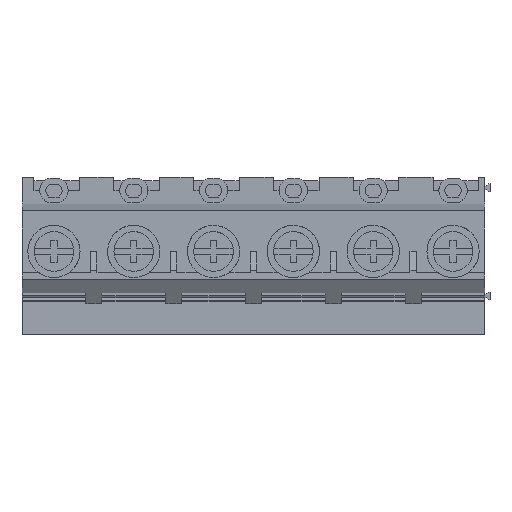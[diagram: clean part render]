
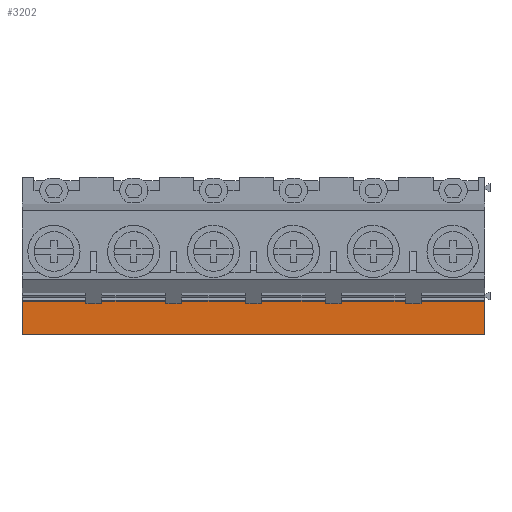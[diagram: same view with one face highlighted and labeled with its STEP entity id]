
A CAD part, top view. The second image highlights one B-rep face of the part: STEP entity #3202.
In plain terms, the highlighted planar face has unit normal (0, 0, 1).
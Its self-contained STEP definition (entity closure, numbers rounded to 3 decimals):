
#2982=AXIS2_PLACEMENT_3D('Plane Axis2P3D',#2979,#2980,#2981) ;
#554=CARTESIAN_POINT('Vertex',(0.,0.,21.5)) ;
#557=CARTESIAN_POINT('Line Origine',(0.,3.199,21.5)) ;
#561=CARTESIAN_POINT('Vertex',(0.,6.398,21.5)) ;
#2760=CARTESIAN_POINT('Vertex',(73.66,0.,21.5)) ;
#2763=CARTESIAN_POINT('Line Origine',(36.83,0.,21.5)) ;
#2979=CARTESIAN_POINT('Axis2P3D Location',(25.4,0.,21.5)) ;
#2984=CARTESIAN_POINT('Line Origine',(73.66,3.199,21.5)) ;
#2988=CARTESIAN_POINT('Vertex',(73.66,6.398,21.5)) ;
#2991=CARTESIAN_POINT('Line Origine',(68.58,6.398,21.5)) ;
#2995=CARTESIAN_POINT('Vertex',(63.5,6.398,21.5)) ;
#2998=CARTESIAN_POINT('Line Origine',(63.5,5.672,21.5)) ;
#3002=CARTESIAN_POINT('Vertex',(63.5,4.947,21.5)) ;
#3005=CARTESIAN_POINT('Line Origine',(62.865,4.947,21.5)) ;
#3009=CARTESIAN_POINT('Vertex',(62.23,4.947,21.5)) ;
#3012=CARTESIAN_POINT('Line Origine',(61.595,4.947,21.5)) ;
#3016=CARTESIAN_POINT('Vertex',(60.96,4.947,21.5)) ;
#3019=CARTESIAN_POINT('Line Origine',(60.96,5.672,21.5)) ;
#3023=CARTESIAN_POINT('Vertex',(60.96,6.398,21.5)) ;
#3026=CARTESIAN_POINT('Line Origine',(55.88,6.398,21.5)) ;
#3030=CARTESIAN_POINT('Vertex',(50.8,6.398,21.5)) ;
#3033=CARTESIAN_POINT('Line Origine',(50.8,5.672,21.5)) ;
#3037=CARTESIAN_POINT('Vertex',(50.8,4.947,21.5)) ;
#3040=CARTESIAN_POINT('Line Origine',(50.165,4.947,21.5)) ;
#3044=CARTESIAN_POINT('Vertex',(49.53,4.947,21.5)) ;
#3047=CARTESIAN_POINT('Line Origine',(48.895,4.947,21.5)) ;
#3051=CARTESIAN_POINT('Vertex',(48.26,4.947,21.5)) ;
#3054=CARTESIAN_POINT('Line Origine',(48.26,5.672,21.5)) ;
#3058=CARTESIAN_POINT('Vertex',(48.26,6.398,21.5)) ;
#3061=CARTESIAN_POINT('Line Origine',(43.18,6.398,21.5)) ;
#3065=CARTESIAN_POINT('Vertex',(38.1,6.398,21.5)) ;
#3068=CARTESIAN_POINT('Line Origine',(38.1,5.672,21.5)) ;
#3072=CARTESIAN_POINT('Vertex',(38.1,4.947,21.5)) ;
#3075=CARTESIAN_POINT('Line Origine',(37.465,4.947,21.5)) ;
#3079=CARTESIAN_POINT('Vertex',(36.83,4.947,21.5)) ;
#3082=CARTESIAN_POINT('Line Origine',(36.195,4.947,21.5)) ;
#3086=CARTESIAN_POINT('Vertex',(35.56,4.947,21.5)) ;
#3089=CARTESIAN_POINT('Line Origine',(35.56,5.672,21.5)) ;
#3093=CARTESIAN_POINT('Vertex',(35.56,6.398,21.5)) ;
#3096=CARTESIAN_POINT('Line Origine',(30.48,6.398,21.5)) ;
#3100=CARTESIAN_POINT('Vertex',(25.4,6.398,21.5)) ;
#3103=CARTESIAN_POINT('Line Origine',(25.4,5.672,21.5)) ;
#3107=CARTESIAN_POINT('Vertex',(25.4,4.947,21.5)) ;
#3110=CARTESIAN_POINT('Line Origine',(24.765,4.947,21.5)) ;
#3114=CARTESIAN_POINT('Vertex',(24.13,4.947,21.5)) ;
#3117=CARTESIAN_POINT('Line Origine',(23.495,4.947,21.5)) ;
#3121=CARTESIAN_POINT('Vertex',(22.86,4.947,21.5)) ;
#3124=CARTESIAN_POINT('Line Origine',(22.86,5.672,21.5)) ;
#3128=CARTESIAN_POINT('Vertex',(22.86,6.398,21.5)) ;
#3131=CARTESIAN_POINT('Line Origine',(17.78,6.398,21.5)) ;
#3135=CARTESIAN_POINT('Vertex',(12.7,6.398,21.5)) ;
#3138=CARTESIAN_POINT('Line Origine',(12.7,5.672,21.5)) ;
#3142=CARTESIAN_POINT('Vertex',(12.7,4.947,21.5)) ;
#3145=CARTESIAN_POINT('Line Origine',(12.065,4.947,21.5)) ;
#3149=CARTESIAN_POINT('Vertex',(11.43,4.947,21.5)) ;
#3152=CARTESIAN_POINT('Line Origine',(10.795,4.947,21.5)) ;
#3156=CARTESIAN_POINT('Vertex',(10.16,4.947,21.5)) ;
#3159=CARTESIAN_POINT('Line Origine',(10.16,5.672,21.5)) ;
#3163=CARTESIAN_POINT('Vertex',(10.16,6.398,21.5)) ;
#3166=CARTESIAN_POINT('Line Origine',(5.08,6.398,21.5)) ;
#558=DIRECTION('Vector Direction',(0.,1.,0.)) ;
#2764=DIRECTION('Vector Direction',(1.,0.,0.)) ;
#2980=DIRECTION('Axis2P3D Direction',(0.,0.,-1.)) ;
#2981=DIRECTION('Axis2P3D XDirection',(0.,1.,0.)) ;
#2985=DIRECTION('Vector Direction',(0.,1.,0.)) ;
#2992=DIRECTION('Vector Direction',(1.,0.,0.)) ;
#2999=DIRECTION('Vector Direction',(0.,1.,0.)) ;
#3006=DIRECTION('Vector Direction',(1.,0.,0.)) ;
#3013=DIRECTION('Vector Direction',(1.,0.,0.)) ;
#3020=DIRECTION('Vector Direction',(0.,1.,0.)) ;
#3027=DIRECTION('Vector Direction',(1.,0.,0.)) ;
#3034=DIRECTION('Vector Direction',(0.,1.,0.)) ;
#3041=DIRECTION('Vector Direction',(1.,0.,0.)) ;
#3048=DIRECTION('Vector Direction',(1.,0.,0.)) ;
#3055=DIRECTION('Vector Direction',(0.,1.,0.)) ;
#3062=DIRECTION('Vector Direction',(1.,0.,0.)) ;
#3069=DIRECTION('Vector Direction',(0.,1.,0.)) ;
#3076=DIRECTION('Vector Direction',(1.,0.,0.)) ;
#3083=DIRECTION('Vector Direction',(1.,0.,0.)) ;
#3090=DIRECTION('Vector Direction',(0.,1.,0.)) ;
#3097=DIRECTION('Vector Direction',(1.,0.,0.)) ;
#3104=DIRECTION('Vector Direction',(0.,1.,0.)) ;
#3111=DIRECTION('Vector Direction',(1.,0.,0.)) ;
#3118=DIRECTION('Vector Direction',(1.,0.,0.)) ;
#3125=DIRECTION('Vector Direction',(0.,1.,0.)) ;
#3132=DIRECTION('Vector Direction',(1.,0.,0.)) ;
#3139=DIRECTION('Vector Direction',(0.,1.,0.)) ;
#3146=DIRECTION('Vector Direction',(1.,0.,0.)) ;
#3153=DIRECTION('Vector Direction',(1.,0.,0.)) ;
#3160=DIRECTION('Vector Direction',(0.,1.,0.)) ;
#3167=DIRECTION('Vector Direction',(1.,0.,0.)) ;
#559=VECTOR('Line Direction',#558,1.) ;
#2765=VECTOR('Line Direction',#2764,1.) ;
#2986=VECTOR('Line Direction',#2985,1.) ;
#2993=VECTOR('Line Direction',#2992,1.) ;
#3000=VECTOR('Line Direction',#2999,1.) ;
#3007=VECTOR('Line Direction',#3006,1.) ;
#3014=VECTOR('Line Direction',#3013,1.) ;
#3021=VECTOR('Line Direction',#3020,1.) ;
#3028=VECTOR('Line Direction',#3027,1.) ;
#3035=VECTOR('Line Direction',#3034,1.) ;
#3042=VECTOR('Line Direction',#3041,1.) ;
#3049=VECTOR('Line Direction',#3048,1.) ;
#3056=VECTOR('Line Direction',#3055,1.) ;
#3063=VECTOR('Line Direction',#3062,1.) ;
#3070=VECTOR('Line Direction',#3069,1.) ;
#3077=VECTOR('Line Direction',#3076,1.) ;
#3084=VECTOR('Line Direction',#3083,1.) ;
#3091=VECTOR('Line Direction',#3090,1.) ;
#3098=VECTOR('Line Direction',#3097,1.) ;
#3105=VECTOR('Line Direction',#3104,1.) ;
#3112=VECTOR('Line Direction',#3111,1.) ;
#3119=VECTOR('Line Direction',#3118,1.) ;
#3126=VECTOR('Line Direction',#3125,1.) ;
#3133=VECTOR('Line Direction',#3132,1.) ;
#3140=VECTOR('Line Direction',#3139,1.) ;
#3147=VECTOR('Line Direction',#3146,1.) ;
#3154=VECTOR('Line Direction',#3153,1.) ;
#3161=VECTOR('Line Direction',#3160,1.) ;
#3168=VECTOR('Line Direction',#3167,1.) ;
#3172=ORIENTED_EDGE('',*,*,#2767,.T.) ;
#3173=ORIENTED_EDGE('',*,*,#2990,.T.) ;
#3174=ORIENTED_EDGE('',*,*,#2997,.F.) ;
#3175=ORIENTED_EDGE('',*,*,#3004,.T.) ;
#3176=ORIENTED_EDGE('',*,*,#3011,.F.) ;
#3177=ORIENTED_EDGE('',*,*,#3018,.F.) ;
#3178=ORIENTED_EDGE('',*,*,#3025,.F.) ;
#3179=ORIENTED_EDGE('',*,*,#3032,.F.) ;
#3180=ORIENTED_EDGE('',*,*,#3039,.T.) ;
#3181=ORIENTED_EDGE('',*,*,#3046,.F.) ;
#3182=ORIENTED_EDGE('',*,*,#3053,.F.) ;
#3183=ORIENTED_EDGE('',*,*,#3060,.F.) ;
#3184=ORIENTED_EDGE('',*,*,#3067,.F.) ;
#3185=ORIENTED_EDGE('',*,*,#3074,.T.) ;
#3186=ORIENTED_EDGE('',*,*,#3081,.F.) ;
#3187=ORIENTED_EDGE('',*,*,#3088,.F.) ;
#3188=ORIENTED_EDGE('',*,*,#3095,.F.) ;
#3189=ORIENTED_EDGE('',*,*,#3102,.F.) ;
#3190=ORIENTED_EDGE('',*,*,#3109,.T.) ;
#3191=ORIENTED_EDGE('',*,*,#3116,.F.) ;
#3192=ORIENTED_EDGE('',*,*,#3123,.F.) ;
#3193=ORIENTED_EDGE('',*,*,#3130,.F.) ;
#3194=ORIENTED_EDGE('',*,*,#3137,.F.) ;
#3195=ORIENTED_EDGE('',*,*,#3144,.T.) ;
#3196=ORIENTED_EDGE('',*,*,#3151,.F.) ;
#3197=ORIENTED_EDGE('',*,*,#3158,.F.) ;
#3198=ORIENTED_EDGE('',*,*,#3165,.F.) ;
#3199=ORIENTED_EDGE('',*,*,#3170,.F.) ;
#3200=ORIENTED_EDGE('',*,*,#563,.F.) ;
#3202=ADVANCED_FACE('HOUSING',(#3201),#2983,.F.) ;
#563=EDGE_CURVE('',#555,#562,#560,.T.) ;
#2767=EDGE_CURVE('',#555,#2761,#2766,.T.) ;
#2990=EDGE_CURVE('',#2761,#2989,#2987,.T.) ;
#2997=EDGE_CURVE('',#2996,#2989,#2994,.T.) ;
#3004=EDGE_CURVE('',#2996,#3003,#3001,.F.) ;
#3011=EDGE_CURVE('',#3010,#3003,#3008,.T.) ;
#3018=EDGE_CURVE('',#3017,#3010,#3015,.T.) ;
#3025=EDGE_CURVE('',#3024,#3017,#3022,.F.) ;
#3032=EDGE_CURVE('',#3031,#3024,#3029,.T.) ;
#3039=EDGE_CURVE('',#3031,#3038,#3036,.F.) ;
#3046=EDGE_CURVE('',#3045,#3038,#3043,.T.) ;
#3053=EDGE_CURVE('',#3052,#3045,#3050,.T.) ;
#3060=EDGE_CURVE('',#3059,#3052,#3057,.F.) ;
#3067=EDGE_CURVE('',#3066,#3059,#3064,.T.) ;
#3074=EDGE_CURVE('',#3066,#3073,#3071,.F.) ;
#3081=EDGE_CURVE('',#3080,#3073,#3078,.T.) ;
#3088=EDGE_CURVE('',#3087,#3080,#3085,.T.) ;
#3095=EDGE_CURVE('',#3094,#3087,#3092,.F.) ;
#3102=EDGE_CURVE('',#3101,#3094,#3099,.T.) ;
#3109=EDGE_CURVE('',#3101,#3108,#3106,.F.) ;
#3116=EDGE_CURVE('',#3115,#3108,#3113,.T.) ;
#3123=EDGE_CURVE('',#3122,#3115,#3120,.T.) ;
#3130=EDGE_CURVE('',#3129,#3122,#3127,.F.) ;
#3137=EDGE_CURVE('',#3136,#3129,#3134,.T.) ;
#3144=EDGE_CURVE('',#3136,#3143,#3141,.F.) ;
#3151=EDGE_CURVE('',#3150,#3143,#3148,.T.) ;
#3158=EDGE_CURVE('',#3157,#3150,#3155,.T.) ;
#3165=EDGE_CURVE('',#3164,#3157,#3162,.F.) ;
#3170=EDGE_CURVE('',#562,#3164,#3169,.T.) ;
#3171=EDGE_LOOP('',(#3172,#3173,#3174,#3175,#3176,#3177,#3178,#3179,#3180,#3181,#3182,#3183,#3184,#3185,#3186,#3187,#3188,#3189,#3190,#3191,#3192,#3193,#3194,#3195,#3196,#3197,#3198,#3199,#3200)) ;
#3201=FACE_OUTER_BOUND('',#3171,.T.) ;
#560=LINE('Line',#557,#559) ;
#2766=LINE('Line',#2763,#2765) ;
#2987=LINE('Line',#2984,#2986) ;
#2994=LINE('Line',#2991,#2993) ;
#3001=LINE('Line',#2998,#3000) ;
#3008=LINE('Line',#3005,#3007) ;
#3015=LINE('Line',#3012,#3014) ;
#3022=LINE('Line',#3019,#3021) ;
#3029=LINE('Line',#3026,#3028) ;
#3036=LINE('Line',#3033,#3035) ;
#3043=LINE('Line',#3040,#3042) ;
#3050=LINE('Line',#3047,#3049) ;
#3057=LINE('Line',#3054,#3056) ;
#3064=LINE('Line',#3061,#3063) ;
#3071=LINE('Line',#3068,#3070) ;
#3078=LINE('Line',#3075,#3077) ;
#3085=LINE('Line',#3082,#3084) ;
#3092=LINE('Line',#3089,#3091) ;
#3099=LINE('Line',#3096,#3098) ;
#3106=LINE('Line',#3103,#3105) ;
#3113=LINE('Line',#3110,#3112) ;
#3120=LINE('Line',#3117,#3119) ;
#3127=LINE('Line',#3124,#3126) ;
#3134=LINE('Line',#3131,#3133) ;
#3141=LINE('Line',#3138,#3140) ;
#3148=LINE('Line',#3145,#3147) ;
#3155=LINE('Line',#3152,#3154) ;
#3162=LINE('Line',#3159,#3161) ;
#3169=LINE('Line',#3166,#3168) ;
#2983=PLANE('',#2982) ;
#555=VERTEX_POINT('',#554) ;
#562=VERTEX_POINT('',#561) ;
#2761=VERTEX_POINT('',#2760) ;
#2989=VERTEX_POINT('',#2988) ;
#2996=VERTEX_POINT('',#2995) ;
#3003=VERTEX_POINT('',#3002) ;
#3010=VERTEX_POINT('',#3009) ;
#3017=VERTEX_POINT('',#3016) ;
#3024=VERTEX_POINT('',#3023) ;
#3031=VERTEX_POINT('',#3030) ;
#3038=VERTEX_POINT('',#3037) ;
#3045=VERTEX_POINT('',#3044) ;
#3052=VERTEX_POINT('',#3051) ;
#3059=VERTEX_POINT('',#3058) ;
#3066=VERTEX_POINT('',#3065) ;
#3073=VERTEX_POINT('',#3072) ;
#3080=VERTEX_POINT('',#3079) ;
#3087=VERTEX_POINT('',#3086) ;
#3094=VERTEX_POINT('',#3093) ;
#3101=VERTEX_POINT('',#3100) ;
#3108=VERTEX_POINT('',#3107) ;
#3115=VERTEX_POINT('',#3114) ;
#3122=VERTEX_POINT('',#3121) ;
#3129=VERTEX_POINT('',#3128) ;
#3136=VERTEX_POINT('',#3135) ;
#3143=VERTEX_POINT('',#3142) ;
#3150=VERTEX_POINT('',#3149) ;
#3157=VERTEX_POINT('',#3156) ;
#3164=VERTEX_POINT('',#3163) ;
